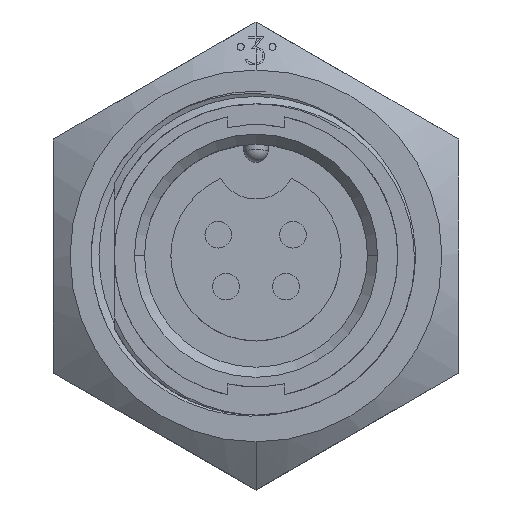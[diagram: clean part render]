
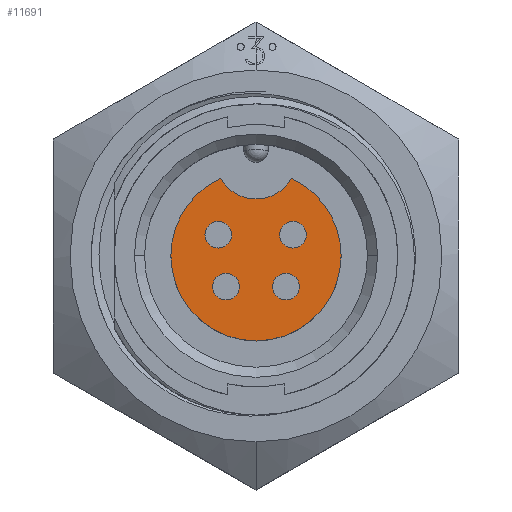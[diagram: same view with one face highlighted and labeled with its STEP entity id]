
A CAD part, top view. The second image highlights one B-rep face of the part: STEP entity #11691.
In plain terms, the highlighted planar face has unit normal (0, 0, 1).
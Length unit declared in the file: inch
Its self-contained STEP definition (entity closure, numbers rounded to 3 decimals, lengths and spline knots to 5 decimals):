
#135 = CARTESIAN_POINT ( 'NONE',  ( 0.058, 0.052, -0.075 ) ) ;
#341 = EDGE_CURVE ( 'NONE', #1320, #8645, #9056, .T. ) ;
#350 = ORIENTED_EDGE ( 'NONE', *, *, #4998, .T. ) ;
#1037 = DIRECTION ( 'NONE',  ( 0., 0., -1. ) ) ;
#1067 = VERTEX_POINT ( 'NONE', #15834 ) ;
#1193 = DIRECTION ( 'NONE',  ( 0., 0., 1. ) ) ;
#1320 = VERTEX_POINT ( 'NONE', #3085 ) ;
#1372 = CARTESIAN_POINT ( 'NONE',  ( 0.091, 0.052, -0.075 ) ) ;
#1404 = FACE_BOUND ( 'NONE', #3373, .T. ) ;
#1595 = CIRCLE ( 'NONE', #9246, 0.21 ) ;
#1685 = DIRECTION ( 'NONE',  ( -1., 0., 0. ) ) ;
#1717 = EDGE_CURVE ( 'NONE', #9527, #16588, #8011, .T. ) ;
#1870 = AXIS2_PLACEMENT_3D ( 'NONE', #6122, #16668, #7644 ) ;
#2055 = AXIS2_PLACEMENT_3D ( 'NONE', #16785, #8487, #10120 ) ;
#2077 = AXIS2_PLACEMENT_3D ( 'NONE', #13274, #4246, #14804 ) ;
#2216 = VERTEX_POINT ( 'NONE', #135 ) ;
#2721 = EDGE_LOOP ( 'NONE', ( #7855, #15912, #350, #7371 ) ) ;
#2874 = DIRECTION ( 'NONE',  ( -1., 0., 0. ) ) ;
#2993 = CARTESIAN_POINT ( 'NONE',  ( -0.093, 0.052, -0.075 ) ) ;
#3085 = CARTESIAN_POINT ( 'NONE',  ( -0.126, 0.052, -0.075 ) ) ;
#3151 = CARTESIAN_POINT ( 'NONE',  ( 0.0875, 0.1909, -0.075 ) ) ;
#3200 = CARTESIAN_POINT ( 'NONE',  ( -0.0875, 0.1909, -0.075 ) ) ;
#3373 = EDGE_LOOP ( 'NONE', ( #19206, #9978 ) ) ;
#3858 = DIRECTION ( 'NONE',  ( 0., 0., -1. ) ) ;
#4246 = DIRECTION ( 'NONE',  ( 0., 0., -1. ) ) ;
#4345 = DIRECTION ( 'NONE',  ( 0., 0., -1. ) ) ;
#4494 = DIRECTION ( 'NONE',  ( -1., 0., 0. ) ) ;
#4499 = CARTESIAN_POINT ( 'NONE',  ( -0.093, 0.052, -0.075 ) ) ;
#4555 = DIRECTION ( 'NONE',  ( 0., 0., 1. ) ) ;
#4699 = CIRCLE ( 'NONE', #7285, 0.033 ) ;
#4792 = CARTESIAN_POINT ( 'NONE',  ( 0.124, 0.052, -0.075 ) ) ;
#4920 = DIRECTION ( 'NONE',  ( 0., 0., 1. ) ) ;
#4998 = EDGE_CURVE ( 'NONE', #14494, #1067, #12959, .T. ) ;
#5079 = EDGE_LOOP ( 'NONE', ( #10214, #9681 ) ) ;
#5222 = DIRECTION ( 'NONE',  ( 0., 0., -1. ) ) ;
#5530 = AXIS2_PLACEMENT_3D ( 'NONE', #12890, #3858, #14404 ) ;
#5564 = CIRCLE ( 'NONE', #2077, 0.10066 ) ;
#5584 = CARTESIAN_POINT ( 'NONE',  ( -0.06, 0.052, -0.075 ) ) ;
#6122 = CARTESIAN_POINT ( 'NONE',  ( 0.091, 0.052, -0.075 ) ) ;
#6576 = CIRCLE ( 'NONE', #1870, 0.033 ) ;
#6948 = VERTEX_POINT ( 'NONE', #3200 ) ;
#7125 = EDGE_CURVE ( 'NONE', #6948, #14494, #12480, .T. ) ;
#7285 = AXIS2_PLACEMENT_3D ( 'NONE', #10054, #1037, #11576 ) ;
#7371 = ORIENTED_EDGE ( 'NONE', *, *, #15705, .T. ) ;
#7644 = DIRECTION ( 'NONE',  ( -1., 0., 0. ) ) ;
#7855 = ORIENTED_EDGE ( 'NONE', *, *, #19139, .T. ) ;
#8011 = CIRCLE ( 'NONE', #15006, 0.033 ) ;
#8267 = AXIS2_PLACEMENT_3D ( 'NONE', #1372, #11912, #2874 ) ;
#8316 = AXIS2_PLACEMENT_3D ( 'NONE', #14632, #1193, #11735 ) ;
#8487 = DIRECTION ( 'NONE',  ( 0., 0., 1. ) ) ;
#8525 = DIRECTION ( 'NONE',  ( 0., 0., -1. ) ) ;
#8645 = VERTEX_POINT ( 'NONE', #5584 ) ;
#8711 = PLANE ( 'NONE',  #8316 ) ;
#8726 = AXIS2_PLACEMENT_3D ( 'NONE', #10408, #4555, #16767 ) ;
#8963 = FACE_OUTER_BOUND ( 'NONE', #2721, .T. ) ;
#9056 = CIRCLE ( 'NONE', #14130, 0.033 ) ;
#9152 = AXIS2_PLACEMENT_3D ( 'NONE', #2993, #13531, #4494 ) ;
#9246 = AXIS2_PLACEMENT_3D ( 'NONE', #13952, #4920, #15484 ) ;
#9527 = VERTEX_POINT ( 'NONE', #12742 ) ;
#9681 = ORIENTED_EDGE ( 'NONE', *, *, #1717, .T. ) ;
#9908 = EDGE_CURVE ( 'NONE', #12180, #10756, #13441, .T. ) ;
#9939 = CARTESIAN_POINT ( 'NONE',  ( 0.041, -0.076, -0.075 ) ) ;
#9978 = ORIENTED_EDGE ( 'NONE', *, *, #19268, .T. ) ;
#10054 = CARTESIAN_POINT ( 'NONE',  ( 0.074, -0.076, -0.075 ) ) ;
#10120 = DIRECTION ( 'NONE',  ( 1., 0., 0. ) ) ;
#10214 = ORIENTED_EDGE ( 'NONE', *, *, #10812, .T. ) ;
#10408 = CARTESIAN_POINT ( 'NONE',  ( 0., 0., -0.075 ) ) ;
#10756 = VERTEX_POINT ( 'NONE', #19011 ) ;
#10812 = EDGE_CURVE ( 'NONE', #16588, #9527, #4699, .T. ) ;
#10930 = CARTESIAN_POINT ( 'NONE',  ( -0.041, -0.076, -0.075 ) ) ;
#11223 = ORIENTED_EDGE ( 'NONE', *, *, #16873, .T. ) ;
#11576 = DIRECTION ( 'NONE',  ( -1., 0., 0. ) ) ;
#11670 = EDGE_LOOP ( 'NONE', ( #18056, #17796 ) ) ;
#11691 = ADVANCED_FACE ( 'NONE', ( #13908, #16975, #12956, #1404, #8963 ), #8711, .T. ) ;
#11735 = DIRECTION ( 'NONE',  ( 1., 0., 0. ) ) ;
#11912 = DIRECTION ( 'NONE',  ( 0., 0., -1. ) ) ;
#12083 = EDGE_LOOP ( 'NONE', ( #13315, #11223 ) ) ;
#12119 = VERTEX_POINT ( 'NONE', #4792 ) ;
#12180 = VERTEX_POINT ( 'NONE', #10930 ) ;
#12480 = CIRCLE ( 'NONE', #8726, 0.21 ) ;
#12742 = CARTESIAN_POINT ( 'NONE',  ( 0.107, -0.076, -0.075 ) ) ;
#12890 = CARTESIAN_POINT ( 'NONE',  ( -0.074, -0.076, -0.075 ) ) ;
#12956 = FACE_BOUND ( 'NONE', #12083, .T. ) ;
#12959 = CIRCLE ( 'NONE', #2055, 0.21 ) ;
#13274 = CARTESIAN_POINT ( 'NONE',  ( 0., 0.24066, -0.075 ) ) ;
#13315 = ORIENTED_EDGE ( 'NONE', *, *, #13831, .T. ) ;
#13441 = CIRCLE ( 'NONE', #5530, 0.033 ) ;
#13531 = DIRECTION ( 'NONE',  ( 0., 0., -1. ) ) ;
#13831 = EDGE_CURVE ( 'NONE', #2216, #12119, #6576, .T. ) ;
#13908 = FACE_BOUND ( 'NONE', #11670, .T. ) ;
#13952 = CARTESIAN_POINT ( 'NONE',  ( 0., 0., -0.075 ) ) ;
#14051 = AXIS2_PLACEMENT_3D ( 'NONE', #17542, #8525, #19057 ) ;
#14130 = AXIS2_PLACEMENT_3D ( 'NONE', #4499, #4345, #1685 ) ;
#14230 = CARTESIAN_POINT ( 'NONE',  ( 0.074, -0.076, -0.075 ) ) ;
#14404 = DIRECTION ( 'NONE',  ( -1., 0., 0. ) ) ;
#14494 = VERTEX_POINT ( 'NONE', #17317 ) ;
#14632 = CARTESIAN_POINT ( 'NONE',  ( 0., 0., -0.075 ) ) ;
#14804 = DIRECTION ( 'NONE',  ( 1., 0., 0. ) ) ;
#15006 = AXIS2_PLACEMENT_3D ( 'NONE', #14230, #5222, #17967 ) ;
#15275 = CIRCLE ( 'NONE', #14051, 0.033 ) ;
#15383 = VERTEX_POINT ( 'NONE', #3151 ) ;
#15484 = DIRECTION ( 'NONE',  ( 1., 0., 0. ) ) ;
#15705 = EDGE_CURVE ( 'NONE', #1067, #15383, #1595, .T. ) ;
#15834 = CARTESIAN_POINT ( 'NONE',  ( 0.21, 0., -0.075 ) ) ;
#15912 = ORIENTED_EDGE ( 'NONE', *, *, #7125, .T. ) ;
#16176 = EDGE_CURVE ( 'NONE', #10756, #12180, #15275, .T. ) ;
#16433 = CIRCLE ( 'NONE', #8267, 0.033 ) ;
#16588 = VERTEX_POINT ( 'NONE', #9939 ) ;
#16644 = CIRCLE ( 'NONE', #9152, 0.033 ) ;
#16668 = DIRECTION ( 'NONE',  ( 0., 0., -1. ) ) ;
#16767 = DIRECTION ( 'NONE',  ( 1., 0., 0. ) ) ;
#16785 = CARTESIAN_POINT ( 'NONE',  ( 0., 0., -0.075 ) ) ;
#16873 = EDGE_CURVE ( 'NONE', #12119, #2216, #16433, .T. ) ;
#16975 = FACE_BOUND ( 'NONE', #5079, .T. ) ;
#17317 = CARTESIAN_POINT ( 'NONE',  ( -0.21, 0., -0.075 ) ) ;
#17542 = CARTESIAN_POINT ( 'NONE',  ( -0.074, -0.076, -0.075 ) ) ;
#17796 = ORIENTED_EDGE ( 'NONE', *, *, #9908, .T. ) ;
#17967 = DIRECTION ( 'NONE',  ( -1., 0., 0. ) ) ;
#18056 = ORIENTED_EDGE ( 'NONE', *, *, #16176, .T. ) ;
#19011 = CARTESIAN_POINT ( 'NONE',  ( -0.107, -0.076, -0.075 ) ) ;
#19057 = DIRECTION ( 'NONE',  ( -1., 0., 0. ) ) ;
#19139 = EDGE_CURVE ( 'NONE', #15383, #6948, #5564, .T. ) ;
#19206 = ORIENTED_EDGE ( 'NONE', *, *, #341, .T. ) ;
#19268 = EDGE_CURVE ( 'NONE', #8645, #1320, #16644, .T. ) ;
